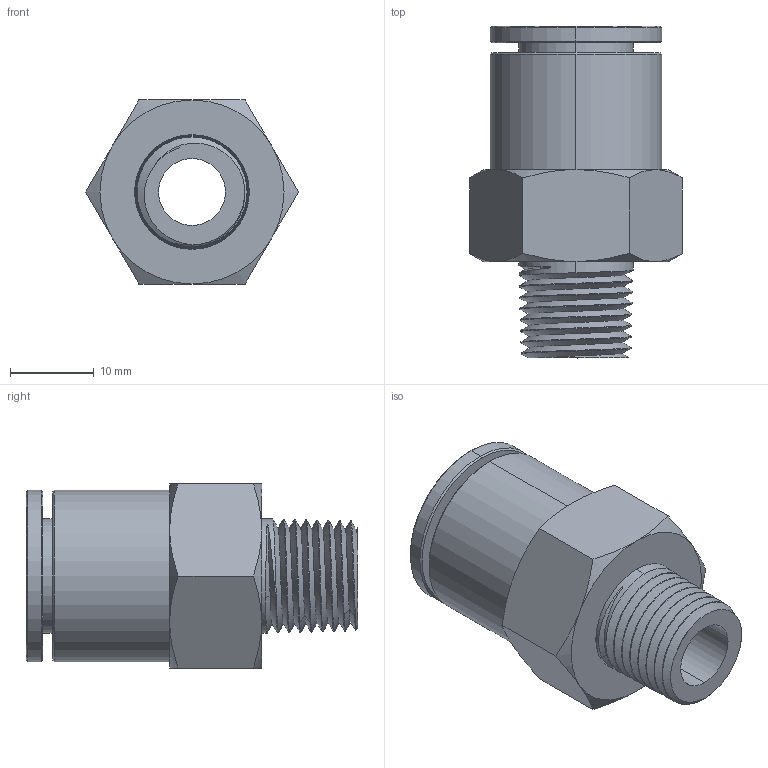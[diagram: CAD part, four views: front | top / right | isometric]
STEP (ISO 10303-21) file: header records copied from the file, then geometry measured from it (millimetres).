
FILE_DESCRIPTION (( 'STEP AP203' ), '1' );
FILE_NAME ('MCS12R1-4W.STEP', '2016-10-20T18:52:47', ( '' ), ( '' ), 'SwSTEP 2.0', 'SolidWorks 2016', '' );
FILE_SCHEMA (( 'CONFIG_CONTROL_DESIGN' ));
Products named in the file (1): MCS12R1-4W
Bounding box: 25.4 x 39.66 x 22 mm (x, y, z)
Volume: 7376.6 mm3; surface area: 8477.9 mm2
Topology: 6 solids, 6 shells, 459 faces, 1261 edges, 819 vertices
Faces by surface type: cone 160, plane 155, bspline 78, cylinder 66
Entity records: 57042 total; most frequent: CARTESIAN_POINT 46360, ORIENTED_EDGE 2522, DIRECTION 1843, EDGE_CURVE 1261, VERTEX_POINT 819, AXIS2_PLACEMENT_3D 758, B_SPLINE_CURVE_WITH_KNOTS 558, EDGE_LOOP 476
